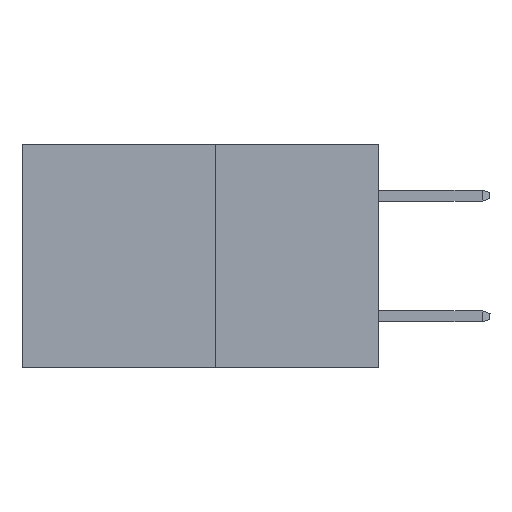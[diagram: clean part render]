
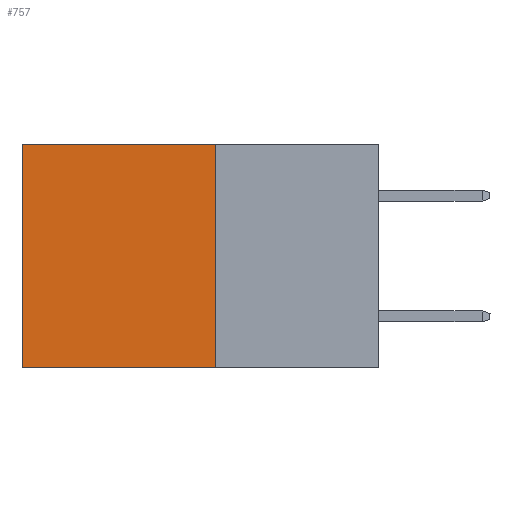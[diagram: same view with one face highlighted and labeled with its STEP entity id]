
A CAD part, left-side view. The second image highlights one B-rep face of the part: STEP entity #757.
In plain terms, the highlighted planar face has unit normal (-1, 0, 0).
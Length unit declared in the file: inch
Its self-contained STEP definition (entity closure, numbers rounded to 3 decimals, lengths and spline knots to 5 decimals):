
#13 = DIRECTION ( 'NONE',  ( 1., 0., 0. ) ) ;
#32 = AXIS2_PLACEMENT_3D ( 'NONE', #8454, #13, #8640 ) ;
#93 = DIRECTION ( 'NONE',  ( 0., 1., 0. ) ) ;
#115 = LINE ( 'NONE', #4878, #4717 ) ;
#194 = CARTESIAN_POINT ( 'NONE',  ( 0.277, 0.27, 0. ) ) ;
#444 = VECTOR ( 'NONE', #3512, 39.37008 ) ;
#740 = ORIENTED_EDGE ( 'NONE', *, *, #4667, .T. ) ;
#757 = ADVANCED_FACE ( 'NONE', ( #10147 ), #2144, .F. ) ;
#762 = ORIENTED_EDGE ( 'NONE', *, *, #1088, .F. ) ;
#778 = ORIENTED_EDGE ( 'NONE', *, *, #975, .F. ) ;
#975 = EDGE_CURVE ( 'NONE', #3433, #1795, #6565, .T. ) ;
#1088 = EDGE_CURVE ( 'NONE', #1795, #3839, #115, .T. ) ;
#1467 = ORIENTED_EDGE ( 'NONE', *, *, #4317, .T. ) ;
#1795 = VERTEX_POINT ( 'NONE', #8862 ) ;
#2144 = PLANE ( 'NONE',  #32 ) ;
#2151 = VERTEX_POINT ( 'NONE', #9418 ) ;
#2739 = DIRECTION ( 'NONE',  ( 0., 0., -1. ) ) ;
#2810 = CARTESIAN_POINT ( 'NONE',  ( 0.277, 0.27, -0.37 ) ) ;
#3433 = VERTEX_POINT ( 'NONE', #9407 ) ;
#3512 = DIRECTION ( 'NONE',  ( 0., 0., -1. ) ) ;
#3528 = CARTESIAN_POINT ( 'NONE',  ( 0.277, 0.59, -0.37 ) ) ;
#3839 = VERTEX_POINT ( 'NONE', #10342 ) ;
#4107 = LINE ( 'NONE', #194, #6143 ) ;
#4187 = EDGE_LOOP ( 'NONE', ( #740, #762, #778, #1467 ) ) ;
#4300 = VECTOR ( 'NONE', #2739, 39.37008 ) ;
#4317 = EDGE_CURVE ( 'NONE', #3433, #2151, #4107, .T. ) ;
#4667 = EDGE_CURVE ( 'NONE', #2151, #3839, #5357, .T. ) ;
#4717 = VECTOR ( 'NONE', #7059, 39.37008 ) ;
#4878 = CARTESIAN_POINT ( 'NONE',  ( 0.277, 0.27, -0.37 ) ) ;
#5357 = LINE ( 'NONE', #3528, #444 ) ;
#6143 = VECTOR ( 'NONE', #93, 39.37008 ) ;
#6565 = LINE ( 'NONE', #2810, #4300 ) ;
#7059 = DIRECTION ( 'NONE',  ( 0., 1., 0. ) ) ;
#8454 = CARTESIAN_POINT ( 'NONE',  ( 0.277, 0.27, -0.37 ) ) ;
#8640 = DIRECTION ( 'NONE',  ( 0., 0., -1. ) ) ;
#8862 = CARTESIAN_POINT ( 'NONE',  ( 0.277, 0.27, -0.37 ) ) ;
#9407 = CARTESIAN_POINT ( 'NONE',  ( 0.277, 0.27, 0. ) ) ;
#9418 = CARTESIAN_POINT ( 'NONE',  ( 0.277, 0.59, 0. ) ) ;
#10147 = FACE_OUTER_BOUND ( 'NONE', #4187, .T. ) ;
#10342 = CARTESIAN_POINT ( 'NONE',  ( 0.277, 0.59, -0.37 ) ) ;
